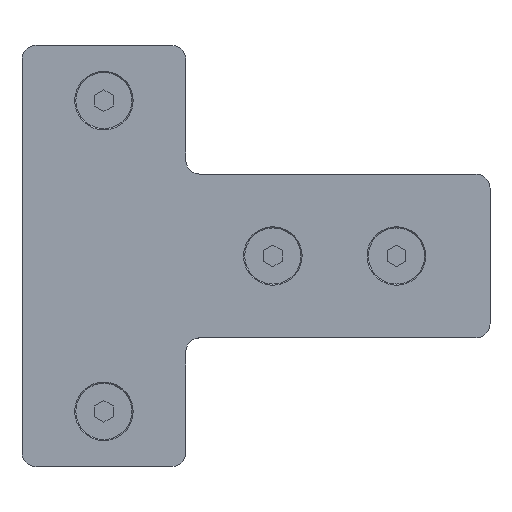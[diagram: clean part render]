
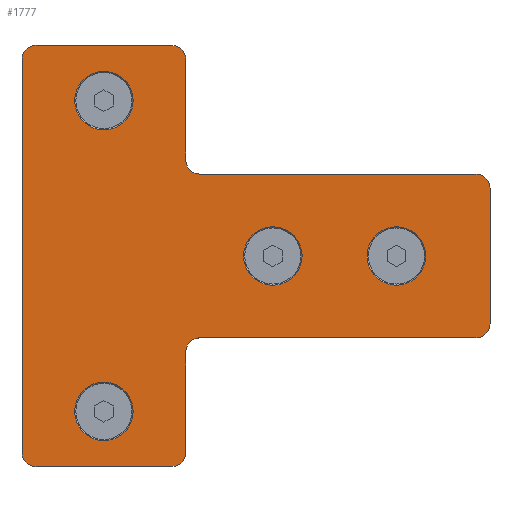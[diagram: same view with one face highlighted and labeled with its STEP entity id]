
A CAD part, top view. The second image highlights one B-rep face of the part: STEP entity #1777.
In plain terms, the highlighted planar face has unit normal (0, 0, 1).
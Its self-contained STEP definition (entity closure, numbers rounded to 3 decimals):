
#18=FACE_BOUND('',#241,.T.);
#19=FACE_BOUND('',#242,.T.);
#20=FACE_BOUND('',#243,.T.);
#21=FACE_BOUND('',#244,.T.);
#39=PLANE('',#1917);
#138=FACE_OUTER_BOUND('',#240,.T.);
#240=EDGE_LOOP('',(#1208,#1209,#1210,#1211,#1212,#1213,#1214,#1215,#1216,
#1217,#1218,#1219,#1220,#1221,#1222,#1223));
#241=EDGE_LOOP('',(#1224));
#242=EDGE_LOOP('',(#1225));
#243=EDGE_LOOP('',(#1226));
#244=EDGE_LOOP('',(#1227));
#362=LINE('',#2653,#530);
#365=LINE('',#2659,#533);
#366=LINE('',#2663,#534);
#367=LINE('',#2667,#535);
#368=LINE('',#2671,#536);
#369=LINE('',#2675,#537);
#370=LINE('',#2679,#538);
#371=LINE('',#2683,#539);
#530=VECTOR('',#2135,10.);
#533=VECTOR('',#2140,10.);
#534=VECTOR('',#2143,10.);
#535=VECTOR('',#2146,10.);
#536=VECTOR('',#2149,10.);
#537=VECTOR('',#2152,10.);
#538=VECTOR('',#2155,10.);
#539=VECTOR('',#2158,10.);
#689=CIRCLE('',#1891,6.25);
#693=CIRCLE('',#1897,6.25);
#697=CIRCLE('',#1903,6.25);
#701=CIRCLE('',#1909,6.25);
#704=CIRCLE('',#1914,3.);
#706=CIRCLE('',#1918,3.);
#707=CIRCLE('',#1919,3.);
#708=CIRCLE('',#1920,3.);
#709=CIRCLE('',#1921,3.);
#710=CIRCLE('',#1922,3.);
#711=CIRCLE('',#1923,3.);
#712=CIRCLE('',#1924,3.);
#765=VERTEX_POINT('',#2597);
#769=VERTEX_POINT('',#2609);
#773=VERTEX_POINT('',#2621);
#777=VERTEX_POINT('',#2633);
#780=VERTEX_POINT('',#2643);
#781=VERTEX_POINT('',#2644);
#784=VERTEX_POINT('',#2652);
#786=VERTEX_POINT('',#2658);
#787=VERTEX_POINT('',#2660);
#788=VERTEX_POINT('',#2662);
#789=VERTEX_POINT('',#2664);
#790=VERTEX_POINT('',#2666);
#791=VERTEX_POINT('',#2668);
#792=VERTEX_POINT('',#2670);
#793=VERTEX_POINT('',#2672);
#794=VERTEX_POINT('',#2674);
#795=VERTEX_POINT('',#2676);
#796=VERTEX_POINT('',#2678);
#797=VERTEX_POINT('',#2680);
#798=VERTEX_POINT('',#2682);
#926=EDGE_CURVE('',#765,#765,#689,.T.);
#932=EDGE_CURVE('',#769,#769,#693,.T.);
#938=EDGE_CURVE('',#773,#773,#697,.T.);
#944=EDGE_CURVE('',#777,#777,#701,.T.);
#948=EDGE_CURVE('',#780,#781,#704,.T.);
#952=EDGE_CURVE('',#781,#784,#362,.T.);
#955=EDGE_CURVE('',#786,#780,#365,.T.);
#956=EDGE_CURVE('',#787,#786,#706,.T.);
#957=EDGE_CURVE('',#788,#787,#366,.T.);
#958=EDGE_CURVE('',#789,#788,#707,.T.);
#959=EDGE_CURVE('',#789,#790,#367,.T.);
#960=EDGE_CURVE('',#791,#790,#708,.T.);
#961=EDGE_CURVE('',#791,#792,#368,.T.);
#962=EDGE_CURVE('',#793,#792,#709,.T.);
#963=EDGE_CURVE('',#794,#793,#369,.T.);
#964=EDGE_CURVE('',#795,#794,#710,.T.);
#965=EDGE_CURVE('',#795,#796,#370,.T.);
#966=EDGE_CURVE('',#797,#796,#711,.T.);
#967=EDGE_CURVE('',#797,#798,#371,.T.);
#968=EDGE_CURVE('',#784,#798,#712,.T.);
#1208=ORIENTED_EDGE('',*,*,#948,.F.);
#1209=ORIENTED_EDGE('',*,*,#955,.F.);
#1210=ORIENTED_EDGE('',*,*,#956,.F.);
#1211=ORIENTED_EDGE('',*,*,#957,.F.);
#1212=ORIENTED_EDGE('',*,*,#958,.F.);
#1213=ORIENTED_EDGE('',*,*,#959,.T.);
#1214=ORIENTED_EDGE('',*,*,#960,.F.);
#1215=ORIENTED_EDGE('',*,*,#961,.T.);
#1216=ORIENTED_EDGE('',*,*,#962,.F.);
#1217=ORIENTED_EDGE('',*,*,#963,.F.);
#1218=ORIENTED_EDGE('',*,*,#964,.F.);
#1219=ORIENTED_EDGE('',*,*,#965,.T.);
#1220=ORIENTED_EDGE('',*,*,#966,.F.);
#1221=ORIENTED_EDGE('',*,*,#967,.T.);
#1222=ORIENTED_EDGE('',*,*,#968,.F.);
#1223=ORIENTED_EDGE('',*,*,#952,.F.);
#1224=ORIENTED_EDGE('',*,*,#926,.T.);
#1225=ORIENTED_EDGE('',*,*,#938,.T.);
#1226=ORIENTED_EDGE('',*,*,#944,.T.);
#1227=ORIENTED_EDGE('',*,*,#932,.T.);
#1777=ADVANCED_FACE('',(#138,#18,#19,#20,#21),#39,.T.);
#1891=AXIS2_PLACEMENT_3D('',#2599,#2074,#2075);
#1897=AXIS2_PLACEMENT_3D('',#2611,#2088,#2089);
#1903=AXIS2_PLACEMENT_3D('',#2623,#2102,#2103);
#1909=AXIS2_PLACEMENT_3D('',#2635,#2116,#2117);
#1914=AXIS2_PLACEMENT_3D('',#2645,#2127,#2128);
#1917=AXIS2_PLACEMENT_3D('',#2657,#2138,#2139);
#1918=AXIS2_PLACEMENT_3D('',#2661,#2141,#2142);
#1919=AXIS2_PLACEMENT_3D('',#2665,#2144,#2145);
#1920=AXIS2_PLACEMENT_3D('',#2669,#2147,#2148);
#1921=AXIS2_PLACEMENT_3D('',#2673,#2150,#2151);
#1922=AXIS2_PLACEMENT_3D('',#2677,#2153,#2154);
#1923=AXIS2_PLACEMENT_3D('',#2681,#2156,#2157);
#1924=AXIS2_PLACEMENT_3D('',#2684,#2159,#2160);
#2074=DIRECTION('center_axis',(0.,0.,-1.));
#2075=DIRECTION('ref_axis',(1.,0.,0.));
#2088=DIRECTION('center_axis',(0.,0.,-1.));
#2089=DIRECTION('ref_axis',(1.,0.,0.));
#2102=DIRECTION('center_axis',(0.,0.,-1.));
#2103=DIRECTION('ref_axis',(1.,0.,0.));
#2116=DIRECTION('center_axis',(0.,0.,-1.));
#2117=DIRECTION('ref_axis',(1.,0.,0.));
#2127=DIRECTION('center_axis',(0.,0.,-1.));
#2128=DIRECTION('ref_axis',(-0.707,0.707,0.));
#2135=DIRECTION('',(1.,0.,0.));
#2138=DIRECTION('center_axis',(0.,0.,1.));
#2139=DIRECTION('ref_axis',(1.,0.,0.));
#2140=DIRECTION('',(0.,1.,0.));
#2141=DIRECTION('center_axis',(0.,0.,-1.));
#2142=DIRECTION('ref_axis',(-0.707,-0.707,0.));
#2143=DIRECTION('',(-1.,0.,0.));
#2144=DIRECTION('center_axis',(0.,0.,-1.));
#2145=DIRECTION('ref_axis',(0.707,-0.707,0.));
#2146=DIRECTION('',(0.,1.,0.));
#2147=DIRECTION('center_axis',(0.,0.,1.));
#2148=DIRECTION('ref_axis',(-0.707,0.707,0.));
#2149=DIRECTION('',(1.,0.,0.));
#2150=DIRECTION('center_axis',(0.,0.,-1.));
#2151=DIRECTION('ref_axis',(0.707,-0.707,0.));
#2152=DIRECTION('',(0.,-1.,0.));
#2153=DIRECTION('center_axis',(0.,0.,-1.));
#2154=DIRECTION('ref_axis',(0.707,0.707,0.));
#2155=DIRECTION('',(-1.,0.,0.));
#2156=DIRECTION('center_axis',(0.,0.,1.));
#2157=DIRECTION('ref_axis',(-0.707,-0.707,0.));
#2158=DIRECTION('',(0.,1.,0.));
#2159=DIRECTION('center_axis',(0.,0.,-1.));
#2160=DIRECTION('ref_axis',(0.707,0.707,0.));
#2597=CARTESIAN_POINT('',(47.35,0.,4.));
#2599=CARTESIAN_POINT('Origin',(53.6,0.,4.));
#2609=CARTESIAN_POINT('',(73.75,0.,4.));
#2611=CARTESIAN_POINT('Origin',(80.,0.,4.));
#2621=CARTESIAN_POINT('',(11.25,33.2,4.));
#2623=CARTESIAN_POINT('Origin',(17.5,33.2,4.));
#2633=CARTESIAN_POINT('',(11.25,-33.2,4.));
#2635=CARTESIAN_POINT('Origin',(17.5,-33.2,4.));
#2643=CARTESIAN_POINT('',(0.,42.,4.));
#2644=CARTESIAN_POINT('',(3.,45.,4.));
#2645=CARTESIAN_POINT('Origin',(3.,42.,4.));
#2652=CARTESIAN_POINT('',(32.,45.,4.));
#2653=CARTESIAN_POINT('',(100.,45.,4.));
#2657=CARTESIAN_POINT('Origin',(50.,0.,4.));
#2658=CARTESIAN_POINT('',(0.,-42.,4.));
#2659=CARTESIAN_POINT('',(0.,45.,4.));
#2660=CARTESIAN_POINT('',(3.,-45.,4.));
#2661=CARTESIAN_POINT('Origin',(3.,-42.,4.));
#2662=CARTESIAN_POINT('',(32.,-45.,4.));
#2663=CARTESIAN_POINT('',(0.,-45.,4.));
#2664=CARTESIAN_POINT('',(35.,-42.,4.));
#2665=CARTESIAN_POINT('Origin',(32.,-42.,4.));
#2666=CARTESIAN_POINT('',(35.,-20.5,4.));
#2667=CARTESIAN_POINT('',(35.,-22.5,4.));
#2668=CARTESIAN_POINT('',(38.,-17.5,4.));
#2669=CARTESIAN_POINT('Origin',(38.,-20.5,4.));
#2670=CARTESIAN_POINT('',(97.,-17.5,4.));
#2671=CARTESIAN_POINT('',(42.5,-17.5,4.));
#2672=CARTESIAN_POINT('',(100.,-14.5,4.));
#2673=CARTESIAN_POINT('Origin',(97.,-14.5,4.));
#2674=CARTESIAN_POINT('',(100.,14.5,4.));
#2675=CARTESIAN_POINT('',(100.,-45.,4.));
#2676=CARTESIAN_POINT('',(97.,17.5,4.));
#2677=CARTESIAN_POINT('Origin',(97.,14.5,4.));
#2678=CARTESIAN_POINT('',(38.,17.5,4.));
#2679=CARTESIAN_POINT('',(75.,17.5,4.));
#2680=CARTESIAN_POINT('',(35.,20.5,4.));
#2681=CARTESIAN_POINT('Origin',(38.,20.5,4.));
#2682=CARTESIAN_POINT('',(35.,42.,4.));
#2683=CARTESIAN_POINT('',(35.,8.75,4.));
#2684=CARTESIAN_POINT('Origin',(32.,42.,4.));
